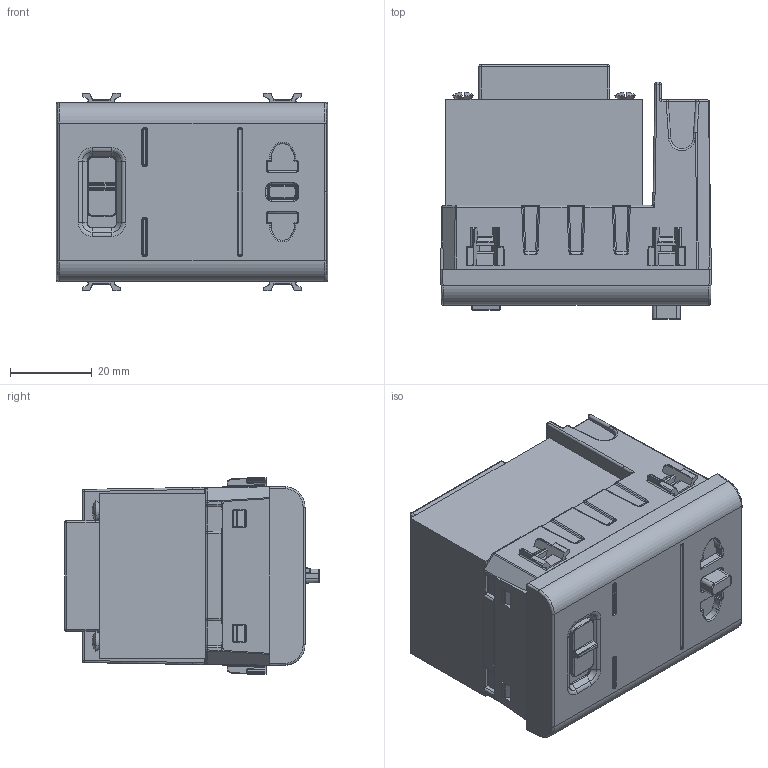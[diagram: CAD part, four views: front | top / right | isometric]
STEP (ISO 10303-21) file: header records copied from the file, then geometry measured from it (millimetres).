
FILE_DESCRIPTION(('CATIA V5 STEP Exchange','CAx-IF Rec.Pracs.--- Model Styling and Organization---1.4--- 2014-01-23'),'2;1');
FILE_NAME('GW10331.stp','2024-02-06T13:18:15+00:00',('none'),('none'),'CATIA Version 5-6 Release 2019 SP6','CATIA V5 STEP AP214 v1','none');
FILE_SCHEMA(('AUTOMOTIVE_DESIGN { 1 0 10303 214 1 1 1 1 }'));
Products named in the file (1): GW10331
Bounding box: 66.4 x 62.41 x 48.25 mm (x, y, z)
Volume: 137066.4 mm3; surface area: 32220.5 mm2
Topology: 1 solids, 24 shells, 1509 faces, 4001 edges, 2476 vertices
Faces by surface type: plane 699, cylinder 467, bspline 188, sphere 88, cone 41, torus 20, extrusion 6
Entity records: 58940 total; most frequent: CARTESIAN_POINT 25216, ORIENTED_EDGE 7858, DIRECTION 4545, EDGE_CURVE 3929, VERTEX_POINT 2476, VECTOR 2124, LINE 2118, EDGE_LOOP 1555
